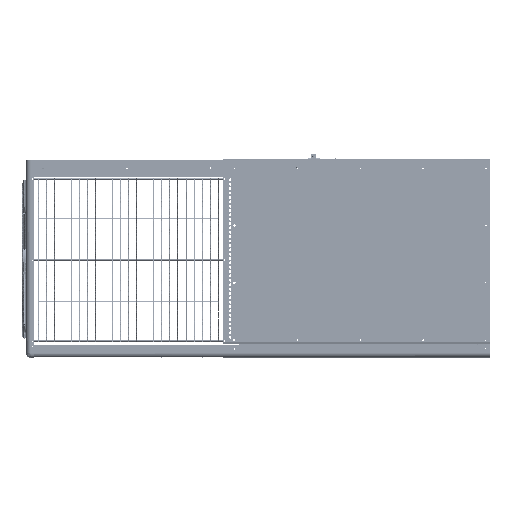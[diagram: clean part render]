
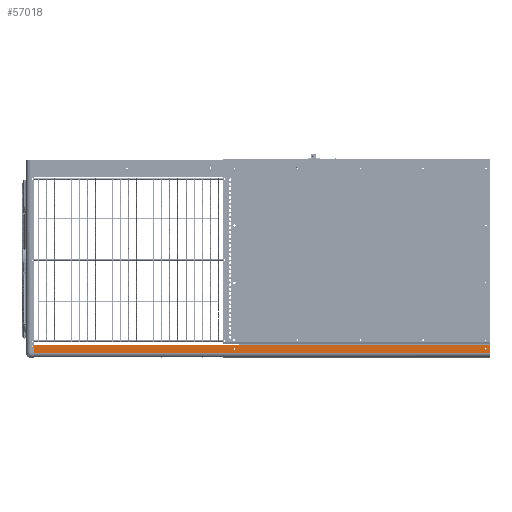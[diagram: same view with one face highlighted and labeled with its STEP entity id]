
A CAD part, left-side view. The second image highlights one B-rep face of the part: STEP entity #57018.
In plain terms, the highlighted free-form (B-spline) face has degree [1, 1] with [2, 2] control points.
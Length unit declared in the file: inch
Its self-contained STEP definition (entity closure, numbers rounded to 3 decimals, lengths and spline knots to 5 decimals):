
#54346=CARTESIAN_POINT('V1986',(-21.67984,
   -19.40754,0.86));
#54347=VERTEX_POINT('V1986',#54346);
#54391=CARTESIAN_POINT('V1985',(-21.67984,
   9.62146,0.86));
#54392=VERTEX_POINT('V1985',#54391);
#54457=CARTESIAN_POINT('E3052',(-21.67984,
   -19.40754,0.86));
#54458=CARTESIAN_POINT('E3052',(-21.67984,
   9.62146,0.86));
#54459=QUASI_UNIFORM_CURVE('E3052',1,(#54457,#54458),.POLYLINE_FORM.,
   .F.,.U.);
#54460=EDGE_CURVE('E3052',#54347,#54392,#54459,.T.);
#55009=CARTESIAN_POINT('V1992',(-21.67984,
   34.96646,-0.08));
#55010=VERTEX_POINT('V1992',#55009);
#55054=CARTESIAN_POINT('V1991',(-21.67984,
   -21.01754,-0.08));
#55055=VERTEX_POINT('V1991',#55054);
#55099=CARTESIAN_POINT('E3058',(-21.67984,
   34.96646,-0.08));
#55100=CARTESIAN_POINT('E3058',(-21.67984,
   -21.01754,-0.08));
#55101=QUASI_UNIFORM_CURVE('E3058',1,(#55099,#55100),.POLYLINE_FORM.,
   .F.,.U.);
#55102=EDGE_CURVE('E3058',#55010,#55055,#55101,.T.);
#55595=CARTESIAN_POINT('V1997',(-21.67984,
   34.78646,0.67));
#55596=VERTEX_POINT('V1997',#55595);
#55602=CARTESIAN_POINT('E3064',(-21.67984,
   34.78646,0.67));
#55603=CARTESIAN_POINT('E3064',(-21.67984,
   34.78646,0.8051));
#55604=CARTESIAN_POINT('E3064',(-21.67984,
   34.66946,0.73755));
#55605=CARTESIAN_POINT('E3064',(-21.67984,
   34.55246,0.67));
#55606=CARTESIAN_POINT('E3064',(-21.67984,
   34.66946,0.60245));
#55607=CARTESIAN_POINT('E3064',(-21.67984,
   34.78646,0.5349));
#55608=CARTESIAN_POINT('E3064',(-21.67984,
   34.78646,0.67));
#55616=(BOUNDED_CURVE()B_SPLINE_CURVE(2,(#55602,#55603,#55604,
   #55605,#55606,#55607,#55608),.CIRCULAR_ARC.,.T.,.U.)
   B_SPLINE_CURVE_WITH_KNOTS((3,2,2,3),(0.0,0.33333,
   0.66667,1.0),.UNSPECIFIED.)CURVE()
   GEOMETRIC_REPRESENTATION_ITEM()RATIONAL_B_SPLINE_CURVE((1.0,
   0.5,1.0,0.5,1.0,0.5,1.0)
   )REPRESENTATION_ITEM('E3064'));
#55617=EDGE_CURVE('E3064',#55596,#55596,#55616,.T.);
#55664=CARTESIAN_POINT('V1998',(-21.67984,
   -20.40854,0.42));
#55665=VERTEX_POINT('V1998',#55664);
#55671=CARTESIAN_POINT('E3065',(-21.67984,
   -20.40854,0.42));
#55672=CARTESIAN_POINT('E3065',(-21.67984,
   -20.40854,0.60879));
#55673=CARTESIAN_POINT('E3065',(-21.67984,
   -20.57204,0.5144));
#55674=CARTESIAN_POINT('E3065',(-21.67984,
   -20.73554,0.42));
#55675=CARTESIAN_POINT('E3065',(-21.67984,
   -20.57204,0.3256));
#55676=CARTESIAN_POINT('E3065',(-21.67984,
   -20.40854,0.23121));
#55677=CARTESIAN_POINT('E3065',(-21.67984,
   -20.40854,0.42));
#55685=(BOUNDED_CURVE()B_SPLINE_CURVE(2,(#55671,#55672,#55673,
   #55674,#55675,#55676,#55677),.CIRCULAR_ARC.,.T.,.U.)
   B_SPLINE_CURVE_WITH_KNOTS((3,2,2,3),(0.0,0.33333,
   0.66667,1.0),.UNSPECIFIED.)CURVE()
   GEOMETRIC_REPRESENTATION_ITEM()RATIONAL_B_SPLINE_CURVE((1.0,
   0.5,1.0,0.5,1.0,0.5,1.0)
   )REPRESENTATION_ITEM('E3065'));
#55686=EDGE_CURVE('E3065',#55665,#55665,#55685,.T.);
#55733=CARTESIAN_POINT('V1999',(-21.67984,
   10.24146,0.42));
#55734=VERTEX_POINT('V1999',#55733);
#55740=CARTESIAN_POINT('E3066',(-21.67984,
   10.24146,0.42));
#55741=CARTESIAN_POINT('E3066',(-21.67984,
   10.24146,0.60879));
#55742=CARTESIAN_POINT('E3066',(-21.67984,
   10.07796,0.5144));
#55743=CARTESIAN_POINT('E3066',(-21.67984,
   9.91446,0.42));
#55744=CARTESIAN_POINT('E3066',(-21.67984,
   10.07796,0.3256));
#55745=CARTESIAN_POINT('E3066',(-21.67984,
   10.24146,0.23121));
#55746=CARTESIAN_POINT('E3066',(-21.67984,
   10.24146,0.42));
#55754=(BOUNDED_CURVE()B_SPLINE_CURVE(2,(#55740,#55741,#55742,
   #55743,#55744,#55745,#55746),.CIRCULAR_ARC.,.T.,.U.)
   B_SPLINE_CURVE_WITH_KNOTS((3,2,2,3),(0.0,0.33333,
   0.66667,1.0),.UNSPECIFIED.)CURVE()
   GEOMETRIC_REPRESENTATION_ITEM()RATIONAL_B_SPLINE_CURVE((1.0,
   0.5,1.0,0.5,1.0,0.5,1.0)
   )REPRESENTATION_ITEM('E3066'));
#55755=EDGE_CURVE('E3066',#55734,#55734,#55754,.T.);
#55785=CARTESIAN_POINT('V1996',(-21.67984,
   9.62146,0.868));
#55786=VERTEX_POINT('V1996',#55785);
#55792=CARTESIAN_POINT('E3063',(-21.67984,
   9.62146,0.86));
#55793=CARTESIAN_POINT('E3063',(-21.67984,
   9.62146,0.868));
#55794=QUASI_UNIFORM_CURVE('E3063',1,(#55792,#55793),.POLYLINE_FORM.,
   .F.,.U.);
#55795=EDGE_CURVE('E3063',#54392,#55786,#55794,.T.);
#55813=CARTESIAN_POINT('V1995',(-21.67984,
   9.62146,0.876));
#55814=VERTEX_POINT('V1995',#55813);
#55820=CARTESIAN_POINT('E3062',(-21.67984,
   9.62146,0.868));
#55821=CARTESIAN_POINT('E3062',(-21.67984,
   9.62146,0.876));
#55822=QUASI_UNIFORM_CURVE('E3062',1,(#55820,#55821),.POLYLINE_FORM.,
   .F.,.U.);
#55823=EDGE_CURVE('E3062',#55786,#55814,#55822,.T.);
#55841=CARTESIAN_POINT('V1994',(-21.67984,
   9.62146,0.92));
#55842=VERTEX_POINT('V1994',#55841);
#55848=CARTESIAN_POINT('E3061',(-21.67984,
   9.62146,0.876));
#55849=CARTESIAN_POINT('E3061',(-21.67984,
   9.62146,0.92));
#55850=QUASI_UNIFORM_CURVE('E3061',1,(#55848,#55849),.POLYLINE_FORM.,
   .F.,.U.);
#55851=EDGE_CURVE('E3061',#55814,#55842,#55850,.T.);
#55869=CARTESIAN_POINT('V1993',(-21.67984,
   34.96646,0.92));
#55870=VERTEX_POINT('V1993',#55869);
#55876=CARTESIAN_POINT('E3060',(-21.67984,
   9.62146,0.92));
#55877=CARTESIAN_POINT('E3060',(-21.67984,
   34.96646,0.92));
#55878=QUASI_UNIFORM_CURVE('E3060',1,(#55876,#55877),.POLYLINE_FORM.,
   .F.,.U.);
#55879=EDGE_CURVE('E3060',#55842,#55870,#55878,.T.);
#55896=CARTESIAN_POINT('E3059',(-21.67984,
   34.96646,0.92));
#55897=CARTESIAN_POINT('E3059',(-21.67984,
   34.96646,-0.08));
#55898=QUASI_UNIFORM_CURVE('E3059',1,(#55896,#55897),.POLYLINE_FORM.,
   .F.,.U.);
#55899=EDGE_CURVE('E3059',#55870,#55010,#55898,.T.);
#55917=CARTESIAN_POINT('V1990',(-21.67984,
   -21.01754,0.92));
#55918=VERTEX_POINT('V1990',#55917);
#55924=CARTESIAN_POINT('E3057',(-21.67984,
   -21.01754,-0.08));
#55925=CARTESIAN_POINT('E3057',(-21.67984,
   -21.01754,0.92));
#55926=QUASI_UNIFORM_CURVE('E3057',1,(#55924,#55925),.POLYLINE_FORM.,
   .F.,.U.);
#55927=EDGE_CURVE('E3057',#55055,#55918,#55926,.T.);
#55945=CARTESIAN_POINT('V1989',(-21.67984,
   -19.40754,0.92));
#55946=VERTEX_POINT('V1989',#55945);
#55952=CARTESIAN_POINT('E3056',(-21.67984,
   -21.01754,0.92));
#55953=CARTESIAN_POINT('E3056',(-21.67984,
   -19.40754,0.92));
#55954=QUASI_UNIFORM_CURVE('E3056',1,(#55952,#55953),.POLYLINE_FORM.,
   .F.,.U.);
#55955=EDGE_CURVE('E3056',#55918,#55946,#55954,.T.);
#55973=CARTESIAN_POINT('V1988',(-21.67984,
   -19.40754,0.876));
#55974=VERTEX_POINT('V1988',#55973);
#55980=CARTESIAN_POINT('E3055',(-21.67984,
   -19.40754,0.92));
#55981=CARTESIAN_POINT('E3055',(-21.67984,
   -19.40754,0.876));
#55982=QUASI_UNIFORM_CURVE('E3055',1,(#55980,#55981),.POLYLINE_FORM.,
   .F.,.U.);
#55983=EDGE_CURVE('E3055',#55946,#55974,#55982,.T.);
#56001=CARTESIAN_POINT('V1987',(-21.67984,
   -19.40754,0.868));
#56002=VERTEX_POINT('V1987',#56001);
#56008=CARTESIAN_POINT('E3054',(-21.67984,
   -19.40754,0.876));
#56009=CARTESIAN_POINT('E3054',(-21.67984,
   -19.40754,0.868));
#56010=QUASI_UNIFORM_CURVE('E3054',1,(#56008,#56009),.POLYLINE_FORM.,
   .F.,.U.);
#56011=EDGE_CURVE('E3054',#55974,#56002,#56010,.T.);
#56028=CARTESIAN_POINT('E3053',(-21.67984,
   -19.40754,0.868));
#56029=CARTESIAN_POINT('E3053',(-21.67984,
   -19.40754,0.86));
#56030=QUASI_UNIFORM_CURVE('E3053',1,(#56028,#56029),.POLYLINE_FORM.,
   .F.,.U.);
#56031=EDGE_CURVE('E3053',#56002,#54347,#56030,.T.);
#56990=CARTESIAN_POINT('F1411',(-21.67984,
   34.96764,0.92118));
#56991=CARTESIAN_POINT('F1411',(-21.67984,
   34.96764,-0.08118));
#56992=CARTESIAN_POINT('F1411',(-21.67984,
   -21.01872,0.92118));
#56993=CARTESIAN_POINT('F1411',(-21.67984,
   -21.01872,-0.08118));
#56994=B_SPLINE_SURFACE_WITH_KNOTS('F1411',1,1,((#56990,#56992),(
   #56991,#56993)),.PLANE_SURF.,.F.,.F.,.U.,(2,2),(2,2),(0.0,1.0),
   (0.0,55.85442),.UNSPECIFIED.);
#56995=ORIENTED_EDGE('F1507',*,*,#54460,.T.);
#56996=ORIENTED_EDGE('E3063',*,*,#55795,.T.);
#56997=ORIENTED_EDGE('E3062',*,*,#55823,.T.);
#56998=ORIENTED_EDGE('E3061',*,*,#55851,.T.);
#56999=ORIENTED_EDGE('E3060',*,*,#55879,.T.);
#57000=ORIENTED_EDGE('E3059',*,*,#55899,.T.);
#57001=ORIENTED_EDGE('E3058',*,*,#55102,.T.);
#57002=ORIENTED_EDGE('E3057',*,*,#55927,.T.);
#57003=ORIENTED_EDGE('E3056',*,*,#55955,.T.);
#57004=ORIENTED_EDGE('E3055',*,*,#55983,.T.);
#57005=ORIENTED_EDGE('E3054',*,*,#56011,.T.);
#57006=ORIENTED_EDGE('E3053',*,*,#56031,.T.);
#57007=EDGE_LOOP('F1411',(#56995,#56996,#56997,#56998,#56999,#57000,
   #57001,#57002,#57003,#57004,#57005,#57006));
#57008=FACE_OUTER_BOUND('F1411',#57007,.T.);
#57009=ORIENTED_EDGE('E3066',*,*,#55755,.T.);
#57010=EDGE_LOOP('F1411',(#57009));
#57011=FACE_BOUND('F1411',#57010,.T.);
#57012=ORIENTED_EDGE('E3065',*,*,#55686,.T.);
#57013=EDGE_LOOP('F1411',(#57012));
#57014=FACE_BOUND('F1411',#57013,.T.);
#57015=ORIENTED_EDGE('E3064',*,*,#55617,.T.);
#57016=EDGE_LOOP('F1411',(#57015));
#57017=FACE_BOUND('F1411',#57016,.T.);
#57018=ADVANCED_FACE('F1411',(#57008,#57011,#57014,#57017),#56994,
   .T.);
